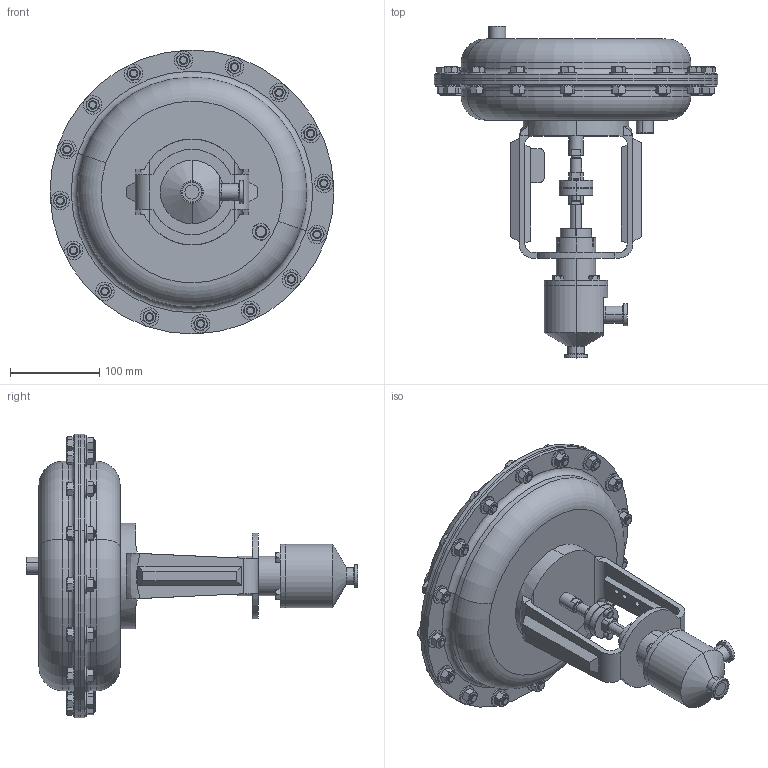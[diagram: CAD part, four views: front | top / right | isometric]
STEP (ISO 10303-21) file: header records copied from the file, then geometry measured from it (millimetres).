
FILE_DESCRIPTION (( 'STEP AP203' ), '1' );
FILE_NAME ('978E-075-JD-55M.STEP', '2017-06-12T10:27:50', ( '' ), ( '' ), 'SwSTEP 2.0', 'SolidWorks 2014', '' );
FILE_SCHEMA (( 'CONFIG_CONTROL_DESIGN' ));
Length unit declared in the file: inch
Products named in the file (2): 978E-075-JD-55M
Bounding box: 317.42 x 371.1 x 317.42 mm (x, y, z)
Volume: 5601591.2 mm3; surface area: 329163.7 mm2
Topology: 1 solids, 3 shells, 1016 faces, 2291 edges, 1391 vertices
Faces by surface type: plane 410, cone 401, cylinder 189, torus 14, bspline 2
Entity records: 30708 total; most frequent: CARTESIAN_POINT 8637, ORIENTED_EDGE 4582, DIRECTION 4453, EDGE_CURVE 2291, AXIS2_PLACEMENT_3D 1833, VERTEX_POINT 1391, EDGE_LOOP 1136, ADVANCED_FACE 1016
